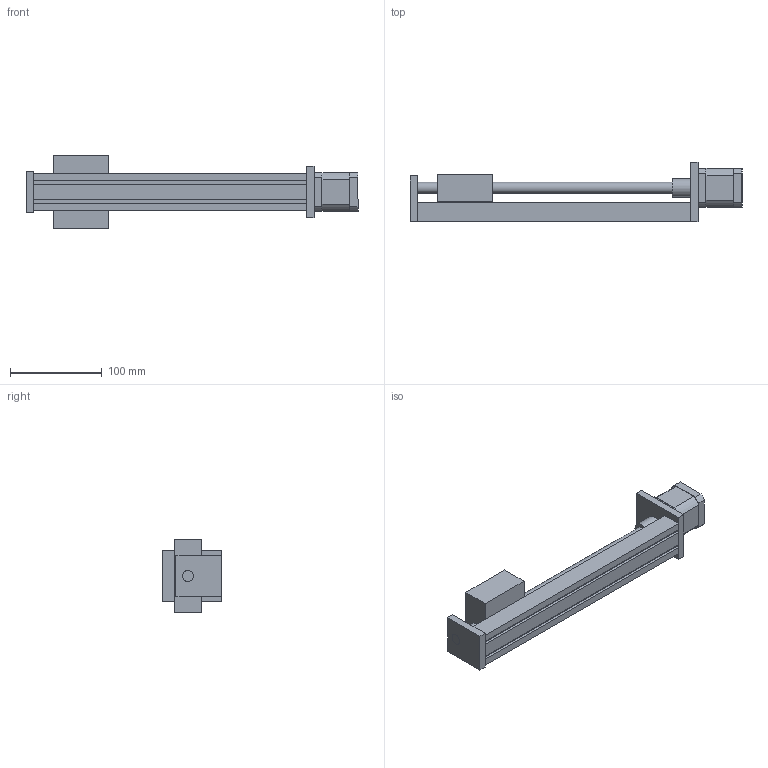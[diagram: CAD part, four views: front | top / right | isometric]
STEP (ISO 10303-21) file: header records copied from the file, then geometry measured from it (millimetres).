
FILE_DESCRIPTION(/* description */ (''),/* implementation_level */ '2;1');
FILE_NAME(/* name */ '250mm_linear_stage_actuator.step',/* time_stamp */ '2023-05-06T21:14:08+09:00',/* author */ (''),/* organization */ (''),/* preprocessor_version */ 'ST-DEVELOPER v19.2',/* originating_system */ 'Autodesk Translation Framework v12.4.0.73',/* authorisation */ '');
FILE_SCHEMA (('AUTOMOTIVE_DESIGN { 1 0 10303 214 3 1 1 }'));
Length unit declared in the file: millimetre
Products named in the file (2): 250mm_linear_stage_actuator; Nema 17 Stepper Motor v1
Assembly tree (1 placements, depth 2):
  250mm_linear_stage_actuator
    Nema 17 Stepper Motor v1
Bounding box: 361.93 x 65 x 80 mm (x, y, z)
Volume: 535161.6 mm3; surface area: 109133.5 mm2
Topology: 7 solids, 7 shells, 110 faces, 254 edges, 168 vertices
Faces by surface type: plane 78, cylinder 28, cone 4
Full cylindrical faces by diameter (mm): 2.5 x4, 3 x4, 5 x1, 12 x5, 20 x1, 22 x1
Entity records: 3198 total; most frequent: DIRECTION 534, CARTESIAN_POINT 531, ORIENTED_EDGE 500, EDGE_CURVE 250, LINE 192, VECTOR 192, AXIS2_PLACEMENT_3D 171, VERTEX_POINT 168
